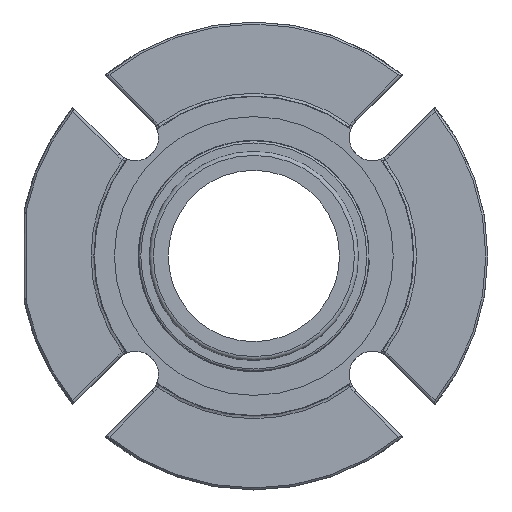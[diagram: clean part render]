
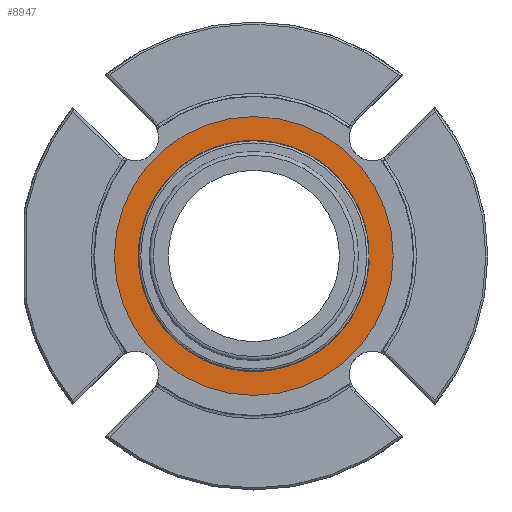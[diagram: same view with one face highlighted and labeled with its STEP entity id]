
A CAD part, left-side view. The second image highlights one B-rep face of the part: STEP entity #8947.
In plain terms, the highlighted planar face has unit normal (-1, 0, 0).
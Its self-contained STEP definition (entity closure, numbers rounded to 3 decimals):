
#1701=PLANE('',#9546);
#1920=ORIENTED_EDGE('',*,*,#4721,.T.);
#1921=ORIENTED_EDGE('',*,*,#4720,.T.);
#4720=EDGE_CURVE('',#6126,#6126,#7031,.F.);
#4721=EDGE_CURVE('',#6127,#6127,#7032,.T.);
#6126=VERTEX_POINT('',#12915);
#6127=VERTEX_POINT('',#12918);
#7031=CIRCLE('',#9545,43.815);
#7032=CIRCLE('',#9547,52.883);
#7500=EDGE_LOOP('',(#1920));
#7501=EDGE_LOOP('',(#1921));
#8153=FACE_BOUND('',#7500,.T.);
#8154=FACE_BOUND('',#7501,.T.);
#8947=ADVANCED_FACE('',(#8153,#8154),#1701,.T.);
#9545=AXIS2_PLACEMENT_3D('',#12914,#10520,#10521);
#9546=AXIS2_PLACEMENT_3D('',#12916,#10522,#10523);
#9547=AXIS2_PLACEMENT_3D('',#12917,#10524,#10525);
#10520=DIRECTION('',(-1.,0.,0.));
#10521=DIRECTION('',(0.,0.,1.));
#10522=DIRECTION('',(-1.,0.,0.));
#10523=DIRECTION('',(0.,0.,1.));
#10524=DIRECTION('',(-1.,0.,0.));
#10525=DIRECTION('',(0.,0.,1.));
#12914=CARTESIAN_POINT('',(0.978,0.,0.));
#12915=CARTESIAN_POINT('',(0.978,0.,43.815));
#12916=CARTESIAN_POINT('',(0.978,0.,46.038));
#12917=CARTESIAN_POINT('',(0.978,0.,0.));
#12918=CARTESIAN_POINT('',(0.978,0.,52.883));
